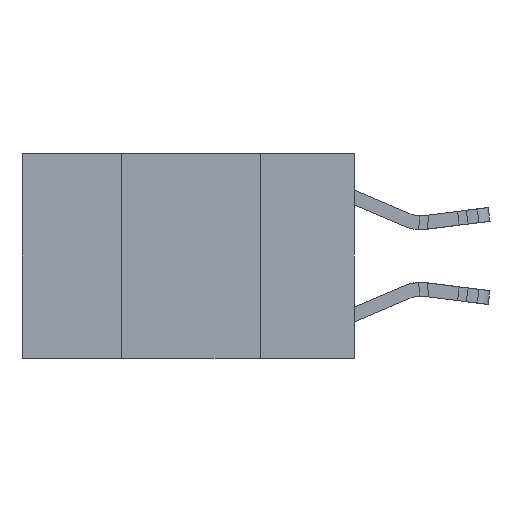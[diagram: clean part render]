
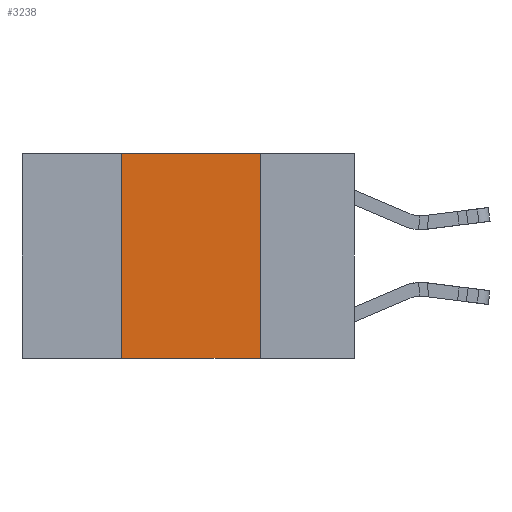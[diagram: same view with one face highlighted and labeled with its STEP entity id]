
A CAD part, left-side view. The second image highlights one B-rep face of the part: STEP entity #3238.
In plain terms, the highlighted planar face has unit normal (-1, 0, 0).
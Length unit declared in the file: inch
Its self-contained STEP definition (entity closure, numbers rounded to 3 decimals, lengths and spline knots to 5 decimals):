
#854 = VECTOR ( 'NONE', #10035, 39.37008 ) ;
#2231 = CARTESIAN_POINT ( 'NONE',  ( 0., 0.17, 0. ) ) ;
#3238 = ADVANCED_FACE ( 'NONE', ( #19594 ), #29309, .F. ) ;
#4938 = LINE ( 'NONE', #2231, #854 ) ;
#6290 = EDGE_CURVE ( 'NONE', #20260, #8787, #17527, .T. ) ;
#6439 = CARTESIAN_POINT ( 'NONE',  ( 0., 0.17, -0.37 ) ) ;
#7507 = DIRECTION ( 'NONE',  ( 1., 0., 0. ) ) ;
#8640 = ORIENTED_EDGE ( 'NONE', *, *, #27472, .F. ) ;
#8754 = DIRECTION ( 'NONE',  ( 0., -1., 0. ) ) ;
#8787 = VERTEX_POINT ( 'NONE', #6439 ) ;
#9358 = ORIENTED_EDGE ( 'NONE', *, *, #21866, .F. ) ;
#10035 = DIRECTION ( 'NONE',  ( 0., 0., -1. ) ) ;
#10521 = VERTEX_POINT ( 'NONE', #16749 ) ;
#11250 = AXIS2_PLACEMENT_3D ( 'NONE', #22308, #7507, #12741 ) ;
#11338 = LINE ( 'NONE', #20564, #14665 ) ;
#12741 = DIRECTION ( 'NONE',  ( 0., 0., -1. ) ) ;
#14665 = VECTOR ( 'NONE', #20886, 39.37008 ) ;
#15605 = DIRECTION ( 'NONE',  ( 0., -1., 0. ) ) ;
#16369 = LINE ( 'NONE', #20855, #22400 ) ;
#16749 = CARTESIAN_POINT ( 'NONE',  ( 0., 0.17, 0. ) ) ;
#17527 = LINE ( 'NONE', #30405, #30745 ) ;
#17572 = VERTEX_POINT ( 'NONE', #25047 ) ;
#19594 = FACE_OUTER_BOUND ( 'NONE', #27474, .T. ) ;
#20260 = VERTEX_POINT ( 'NONE', #26277 ) ;
#20564 = CARTESIAN_POINT ( 'NONE',  ( 0., 0.42, 0. ) ) ;
#20855 = CARTESIAN_POINT ( 'NONE',  ( 0., 0.6, 0. ) ) ;
#20886 = DIRECTION ( 'NONE',  ( 0., 0., 1. ) ) ;
#21866 = EDGE_CURVE ( 'NONE', #17572, #10521, #16369, .T. ) ;
#22308 = CARTESIAN_POINT ( 'NONE',  ( 0., 0.6, 0. ) ) ;
#22400 = VECTOR ( 'NONE', #8754, 39.37008 ) ;
#22983 = ORIENTED_EDGE ( 'NONE', *, *, #29777, .F. ) ;
#25047 = CARTESIAN_POINT ( 'NONE',  ( 0., 0.42, 0. ) ) ;
#25624 = ORIENTED_EDGE ( 'NONE', *, *, #6290, .T. ) ;
#26277 = CARTESIAN_POINT ( 'NONE',  ( 0., 0.42, -0.37 ) ) ;
#27472 = EDGE_CURVE ( 'NONE', #10521, #8787, #4938, .T. ) ;
#27474 = EDGE_LOOP ( 'NONE', ( #8640, #9358, #22983, #25624 ) ) ;
#29309 = PLANE ( 'NONE',  #11250 ) ;
#29777 = EDGE_CURVE ( 'NONE', #20260, #17572, #11338, .T. ) ;
#30405 = CARTESIAN_POINT ( 'NONE',  ( 0., 0.6, -0.37 ) ) ;
#30745 = VECTOR ( 'NONE', #15605, 39.37008 ) ;
